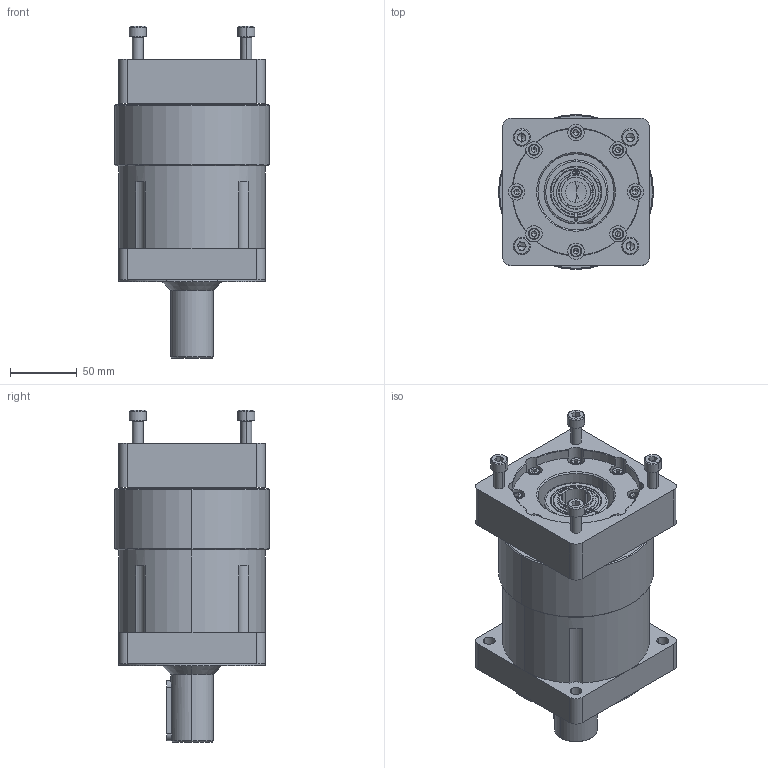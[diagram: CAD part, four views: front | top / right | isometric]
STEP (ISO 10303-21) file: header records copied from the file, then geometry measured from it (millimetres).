
FILE_DESCRIPTION (( 'STEP AP203' ), '1' );
FILE_NAME ('HPGA116-135A4.step', '2021-03-30T17:00:18', ( '' ), ( '' ), 'SwSTEP 2.0', 'SolidWorks 2021', '' );
FILE_SCHEMA (( 'CONFIG_CONTROL_DESIGN' ));
Length unit declared in the file: inch
Products named in the file (1): HPGA116-135A4
Bounding box: 116 x 116 x 248.57 mm (x, y, z)
Volume: 1710728.2 mm3; surface area: 151302.3 mm2
Topology: 21 solids, 21 shells, 943 faces, 2342 edges, 1463 vertices
Faces by surface type: plane 465, cylinder 288, cone 153, bspline 37
Entity records: 29793 total; most frequent: CARTESIAN_POINT 6870, DIRECTION 5031, ORIENTED_EDGE 4600, EDGE_CURVE 2300, AXIS2_PLACEMENT_3D 1920, VERTEX_POINT 1463, LINE 1191, VECTOR 1191
